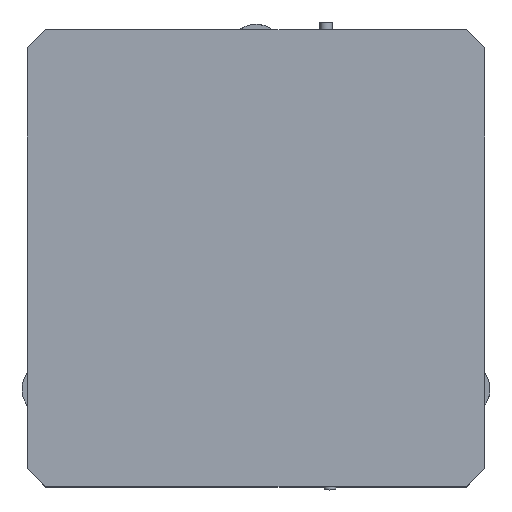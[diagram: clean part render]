
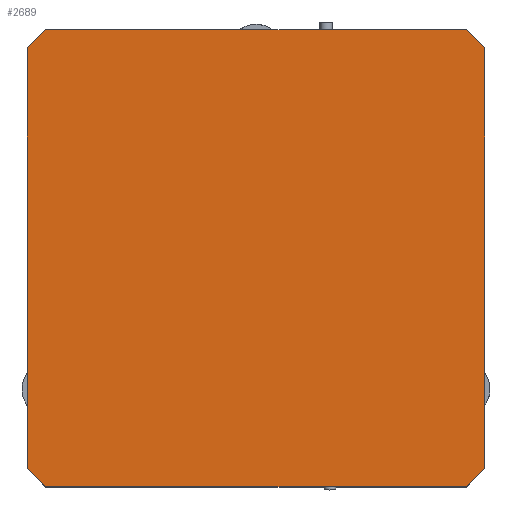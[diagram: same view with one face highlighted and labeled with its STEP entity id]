
A CAD part, top view. The second image highlights one B-rep face of the part: STEP entity #2689.
In plain terms, the highlighted face is planar.
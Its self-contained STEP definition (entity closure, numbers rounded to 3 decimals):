
#490=ORIENTED_EDGE('',*,*,#836,.F.);
#491=ORIENTED_EDGE('',*,*,#857,.F.);
#492=ORIENTED_EDGE('',*,*,#854,.F.);
#493=ORIENTED_EDGE('',*,*,#851,.F.);
#494=ORIENTED_EDGE('',*,*,#848,.F.);
#495=ORIENTED_EDGE('',*,*,#845,.F.);
#496=ORIENTED_EDGE('',*,*,#842,.F.);
#497=ORIENTED_EDGE('',*,*,#839,.F.);
#836=EDGE_CURVE('',#1057,#1058,#1254,.T.);
#839=EDGE_CURVE('',#1058,#1060,#1257,.T.);
#842=EDGE_CURVE('',#1060,#1062,#1260,.T.);
#845=EDGE_CURVE('',#1062,#1064,#1263,.T.);
#848=EDGE_CURVE('',#1064,#1066,#1266,.T.);
#851=EDGE_CURVE('',#1066,#1068,#1269,.T.);
#854=EDGE_CURVE('',#1068,#1070,#1272,.T.);
#857=EDGE_CURVE('',#1070,#1057,#1275,.T.);
#1057=VERTEX_POINT('',#3813);
#1058=VERTEX_POINT('',#3815);
#1060=VERTEX_POINT('',#3821);
#1062=VERTEX_POINT('',#3827);
#1064=VERTEX_POINT('',#3833);
#1066=VERTEX_POINT('',#3839);
#1068=VERTEX_POINT('',#3845);
#1070=VERTEX_POINT('',#3851);
#1254=LINE('',#3814,#1472);
#1257=LINE('',#3820,#1475);
#1260=LINE('',#3826,#1478);
#1263=LINE('',#3832,#1481);
#1266=LINE('',#3838,#1484);
#1269=LINE('',#3844,#1487);
#1272=LINE('',#3850,#1490);
#1275=LINE('',#3855,#1493);
#1472=VECTOR('',#3250,1000.);
#1475=VECTOR('',#3255,1000.);
#1478=VECTOR('',#3260,1000.);
#1481=VECTOR('',#3265,1000.);
#1484=VECTOR('',#3270,1000.);
#1487=VECTOR('',#3275,1000.);
#1490=VECTOR('',#3280,1000.);
#1493=VECTOR('',#3285,1000.);
#1660=EDGE_LOOP('',(#490,#491,#492,#493,#494,#495,#496,#497));
#1804=FACE_BOUND('',#1660,.T.);
#1897=PLANE('',#2854);
#2689=ADVANCED_FACE('',(#1804),#1897,.F.);
#2854=AXIS2_PLACEMENT_3D('',#3856,#3286,#3287);
#3250=DIRECTION('',(-0.707,0.707,0.));
#3255=DIRECTION('',(-1.,0.,0.));
#3260=DIRECTION('',(-0.707,-0.707,0.));
#3265=DIRECTION('',(0.,-1.,0.));
#3270=DIRECTION('',(0.707,-0.707,0.));
#3275=DIRECTION('',(1.,0.,0.));
#3280=DIRECTION('',(0.707,0.707,0.));
#3285=DIRECTION('',(0.,1.,0.));
#3286=DIRECTION('',(0.,0.,1.));
#3287=DIRECTION('',(1.,0.,0.));
#3813=CARTESIAN_POINT('',(150.,138.,-6.));
#3814=CARTESIAN_POINT('',(150.,138.,-6.));
#3815=CARTESIAN_POINT('',(138.,150.,-6.));
#3820=CARTESIAN_POINT('',(138.,150.,-6.));
#3821=CARTESIAN_POINT('',(-138.,150.,-6.));
#3826=CARTESIAN_POINT('',(-150.,138.,-6.));
#3827=CARTESIAN_POINT('',(-150.,138.,-6.));
#3832=CARTESIAN_POINT('',(-150.,138.,-6.));
#3833=CARTESIAN_POINT('',(-150.,-138.,-6.));
#3838=CARTESIAN_POINT('',(-138.,-150.,-6.));
#3839=CARTESIAN_POINT('',(-138.,-150.,-6.));
#3844=CARTESIAN_POINT('',(-138.,-150.,-6.));
#3845=CARTESIAN_POINT('',(138.,-150.,-6.));
#3850=CARTESIAN_POINT('',(150.,-138.,-6.));
#3851=CARTESIAN_POINT('',(150.,-138.,-6.));
#3855=CARTESIAN_POINT('',(150.,-138.,-6.));
#3856=CARTESIAN_POINT('',(0.,0.,-6.));
